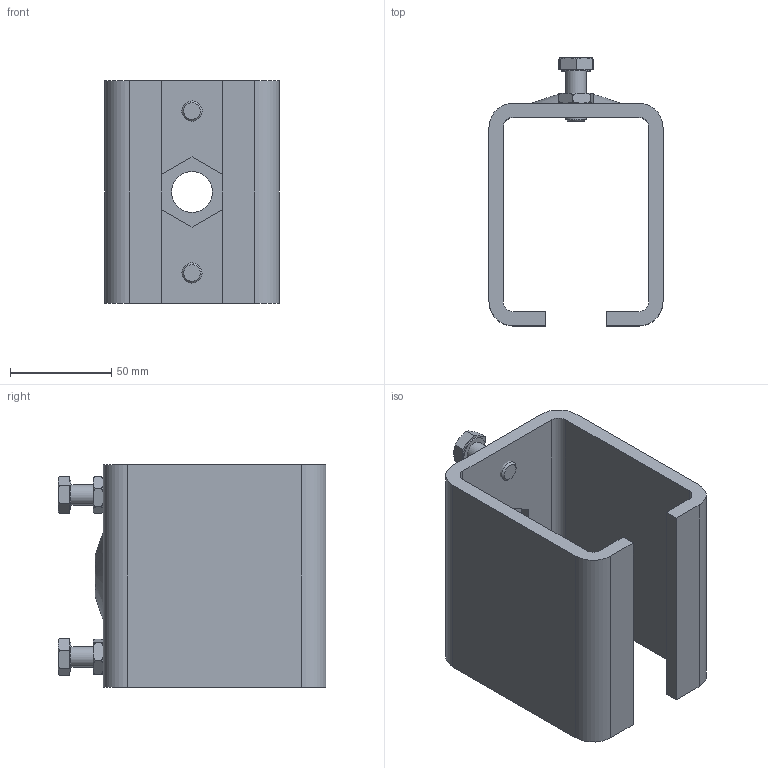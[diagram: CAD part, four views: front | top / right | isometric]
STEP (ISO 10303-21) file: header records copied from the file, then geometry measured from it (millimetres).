
FILE_DESCRIPTION(/* description */ (''),/* implementation_level */ '2;1');
FILE_NAME(/* name */ '8578M.stp',/* time_stamp */ '2020-12-22T15:48:37+01:00',/* author */ ('DBARI'),/* organization */ (''),/* preprocessor_version */ 'ST-DEVELOPER v18.1',/* originating_system */ 'Autodesk Inventor 2021',/* authorisation */ '');
FILE_SCHEMA (('AUTOMOTIVE_DESIGN { 1 0 10303 214 3 1 1 }'));
Length unit declared in the file: millimetre
Products named in the file (4): 8578M; 16046; 04525; 06010
Assembly tree (5 placements, depth 2):
  8578M
    16046
    04525  x2
    06010  x2
Bounding box: 86 x 132.4 x 110 mm (x, y, z)
Volume: 251376.7 mm3; surface area: 81304.5 mm2
Topology: 5 solids, 5 shells, 93 faces, 220 edges, 143 vertices
Faces by surface type: plane 57, cylinder 17, cone 14, torus 4, sphere 1
Full cylindrical faces by diameter (mm): 8.376 x4, 10 x2, 14.63 x2, 20.2 x1
Entity records: 2264 total; most frequent: CARTESIAN_POINT 615, DIRECTION 313, ORIENTED_EDGE 308, EDGE_CURVE 154, AXIS2_PLACEMENT_3D 113, VERTEX_POINT 101, LINE 87, VECTOR 87
